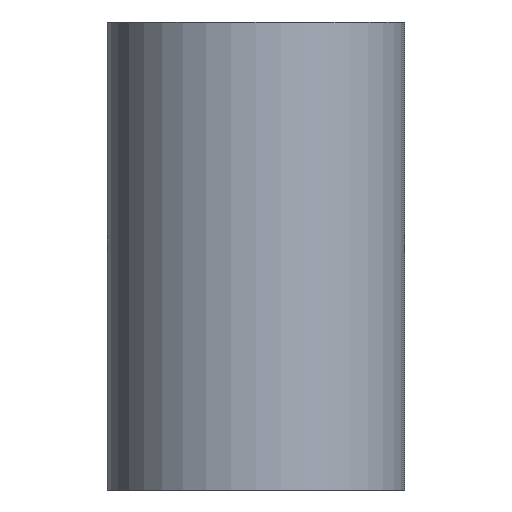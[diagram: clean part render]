
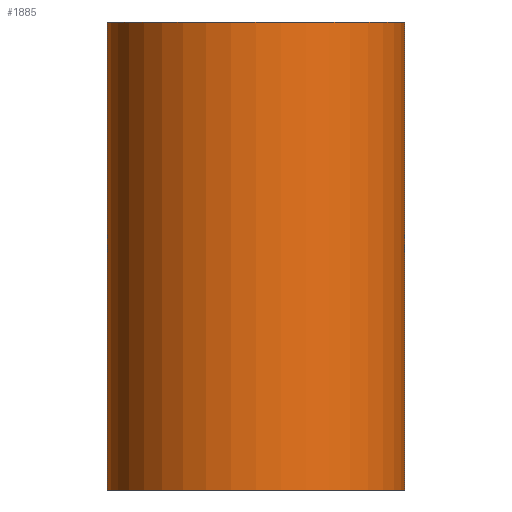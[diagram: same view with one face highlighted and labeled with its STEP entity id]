
A CAD part, front view. The second image highlights one B-rep face of the part: STEP entity #1885.
In plain terms, the highlighted cylindrical face has radius 27 mm (diameter 54 mm), a partial arc.
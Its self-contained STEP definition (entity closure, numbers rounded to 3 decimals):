
#493 = VERTEX_POINT('',#494);
#494 = CARTESIAN_POINT('',(-26.981,-27.,0.));
#495 = VERTEX_POINT('',#496);
#496 = CARTESIAN_POINT('',(26.981,-27.,0.));
#1214 = EDGE_CURVE('',#493,#495,#1215,.T.);
#1215 = CIRCLE('',#1216,27.);
#1216 = AXIS2_PLACEMENT_3D('',#1217,#1218,#1219);
#1217 = CARTESIAN_POINT('',(0.,-26.,0.));
#1218 = DIRECTION('',(0.,0.,1.));
#1219 = DIRECTION('',(1.,0.,0.));
#1885 = ADVANCED_FACE('',(#1886),#1912,.T.);
#1886 = FACE_BOUND('',#1887,.F.);
#1887 = EDGE_LOOP('',(#1888,#1896,#1897,#1905));
#1888 = ORIENTED_EDGE('',*,*,#1889,.T.);
#1889 = EDGE_CURVE('',#1890,#495,#1892,.T.);
#1890 = VERTEX_POINT('',#1891);
#1891 = CARTESIAN_POINT('',(26.981,-27.,85.));
#1892 = LINE('',#1893,#1894);
#1893 = CARTESIAN_POINT('',(26.981,-27.,0.));
#1894 = VECTOR('',#1895,1.);
#1895 = DIRECTION('',(-0.,-0.,-1.));
#1896 = ORIENTED_EDGE('',*,*,#1214,.F.);
#1897 = ORIENTED_EDGE('',*,*,#1898,.F.);
#1898 = EDGE_CURVE('',#1899,#493,#1901,.T.);
#1899 = VERTEX_POINT('',#1900);
#1900 = CARTESIAN_POINT('',(-26.981,-27.,85.));
#1901 = LINE('',#1902,#1903);
#1902 = CARTESIAN_POINT('',(-26.981,-27.,0.));
#1903 = VECTOR('',#1904,1.);
#1904 = DIRECTION('',(-0.,-0.,-1.));
#1905 = ORIENTED_EDGE('',*,*,#1906,.T.);
#1906 = EDGE_CURVE('',#1899,#1890,#1907,.T.);
#1907 = CIRCLE('',#1908,27.);
#1908 = AXIS2_PLACEMENT_3D('',#1909,#1910,#1911);
#1909 = CARTESIAN_POINT('',(0.,-26.,85.));
#1910 = DIRECTION('',(0.,0.,1.));
#1911 = DIRECTION('',(1.,0.,0.));
#1912 = CYLINDRICAL_SURFACE('',#1913,27.);
#1913 = AXIS2_PLACEMENT_3D('',#1914,#1915,#1916);
#1914 = CARTESIAN_POINT('',(0.,-26.,0.));
#1915 = DIRECTION('',(-0.,-0.,-1.));
#1916 = DIRECTION('',(1.,0.,0.));
